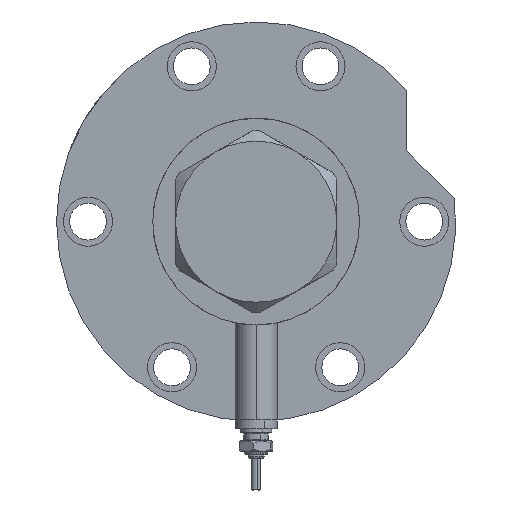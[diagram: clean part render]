
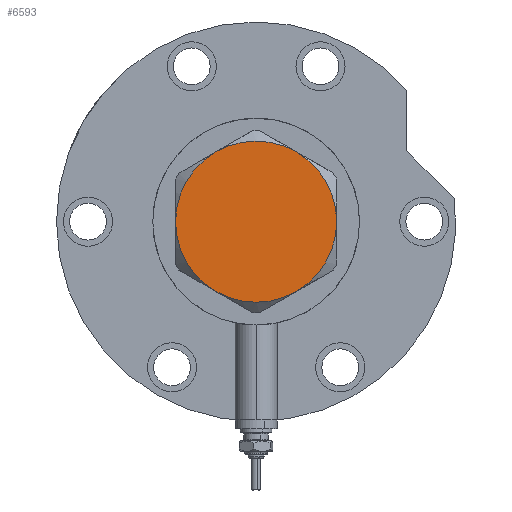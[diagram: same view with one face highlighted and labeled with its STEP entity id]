
A CAD part, left-side view. The second image highlights one B-rep face of the part: STEP entity #6593.
In plain terms, the highlighted face is planar.
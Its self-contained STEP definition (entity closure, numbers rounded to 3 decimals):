
#37 = EDGE_CURVE ( 'NONE', #1979, #708, #6041, .T. ) ;
#102 = CARTESIAN_POINT ( 'NONE',  ( -11.5, 19.919, 13. ) ) ;
#246 = DIRECTION ( 'NONE',  ( 1., 0., 0. ) ) ;
#250 = CARTESIAN_POINT ( 'NONE',  ( 0., 0., 13. ) ) ;
#254 = CARTESIAN_POINT ( 'NONE',  ( -23., 0., 13. ) ) ;
#708 = VERTEX_POINT ( 'NONE', #4160 ) ;
#723 = DIRECTION ( 'NONE',  ( 1., 0., 0. ) ) ;
#766 = DIRECTION ( 'NONE',  ( 0., 0., 1. ) ) ;
#904 = ORIENTED_EDGE ( 'NONE', *, *, #6755, .T. ) ;
#931 = DIRECTION ( 'NONE',  ( 0., 0., 1. ) ) ;
#996 = CIRCLE ( 'NONE', #1374, 23. ) ;
#1148 = DIRECTION ( 'NONE',  ( 1., 0., 0. ) ) ;
#1163 = VERTEX_POINT ( 'NONE', #5384 ) ;
#1219 = DIRECTION ( 'NONE',  ( 0., 0., 1. ) ) ;
#1368 = DIRECTION ( 'NONE',  ( 1., 0., 0. ) ) ;
#1374 = AXIS2_PLACEMENT_3D ( 'NONE', #7264, #4846, #1368 ) ;
#1979 = VERTEX_POINT ( 'NONE', #254 ) ;
#2046 = VERTEX_POINT ( 'NONE', #5361 ) ;
#2124 = AXIS2_PLACEMENT_3D ( 'NONE', #250, #7267, #5513 ) ;
#2292 = DIRECTION ( 'NONE',  ( 1., 0., 0. ) ) ;
#2330 = CARTESIAN_POINT ( 'NONE',  ( 0., 0., 13. ) ) ;
#2460 = AXIS2_PLACEMENT_3D ( 'NONE', #6117, #4240, #246 ) ;
#2658 = DIRECTION ( 'NONE',  ( 1., 0., 0. ) ) ;
#2770 = ORIENTED_EDGE ( 'NONE', *, *, #37, .T. ) ;
#2951 = AXIS2_PLACEMENT_3D ( 'NONE', #2330, #1219, #1148 ) ;
#2998 = ORIENTED_EDGE ( 'NONE', *, *, #5858, .T. ) ;
#3401 = VERTEX_POINT ( 'NONE', #5131 ) ;
#3422 = ORIENTED_EDGE ( 'NONE', *, *, #3994, .T. ) ;
#3451 = DIRECTION ( 'NONE',  ( 0., 0., 1. ) ) ;
#3518 = VERTEX_POINT ( 'NONE', #102 ) ;
#3570 = EDGE_CURVE ( 'NONE', #3518, #1979, #6985, .T. ) ;
#3594 = EDGE_LOOP ( 'NONE', ( #6492, #904, #2998, #4619, #2770, #3422 ) ) ;
#3948 = CARTESIAN_POINT ( 'NONE',  ( 0., 0., 13. ) ) ;
#3994 = EDGE_CURVE ( 'NONE', #708, #3401, #996, .T. ) ;
#4066 = EDGE_CURVE ( 'NONE', #3401, #2046, #4428, .T. ) ;
#4132 = CARTESIAN_POINT ( 'NONE',  ( 0., 0., 13. ) ) ;
#4160 = CARTESIAN_POINT ( 'NONE',  ( -11.5, -19.919, 13. ) ) ;
#4240 = DIRECTION ( 'NONE',  ( 0., 0., 1. ) ) ;
#4428 = CIRCLE ( 'NONE', #2460, 23. ) ;
#4557 = CIRCLE ( 'NONE', #5044, 23. ) ;
#4619 = ORIENTED_EDGE ( 'NONE', *, *, #3570, .T. ) ;
#4846 = DIRECTION ( 'NONE',  ( 0., 0., 1. ) ) ;
#5044 = AXIS2_PLACEMENT_3D ( 'NONE', #7328, #931, #2658 ) ;
#5131 = CARTESIAN_POINT ( 'NONE',  ( 11.5, -19.919, 13. ) ) ;
#5291 = FACE_OUTER_BOUND ( 'NONE', #3594, .T. ) ;
#5361 = CARTESIAN_POINT ( 'NONE',  ( 23., 0., 13. ) ) ;
#5384 = CARTESIAN_POINT ( 'NONE',  ( 11.5, 19.919, 13. ) ) ;
#5513 = DIRECTION ( 'NONE',  ( 1., 0., 0. ) ) ;
#5677 = AXIS2_PLACEMENT_3D ( 'NONE', #3948, #3451, #2292 ) ;
#5858 = EDGE_CURVE ( 'NONE', #1163, #3518, #4557, .T. ) ;
#6041 = CIRCLE ( 'NONE', #2124, 23. ) ;
#6117 = CARTESIAN_POINT ( 'NONE',  ( 0., 0., 13. ) ) ;
#6396 = AXIS2_PLACEMENT_3D ( 'NONE', #4132, #766, #723 ) ;
#6492 = ORIENTED_EDGE ( 'NONE', *, *, #4066, .T. ) ;
#6593 = ADVANCED_FACE ( 'NONE', ( #5291 ), #6630, .T. ) ;
#6630 = PLANE ( 'NONE',  #6396 ) ;
#6755 = EDGE_CURVE ( 'NONE', #2046, #1163, #7257, .T. ) ;
#6985 = CIRCLE ( 'NONE', #2951, 23. ) ;
#7257 = CIRCLE ( 'NONE', #5677, 23. ) ;
#7264 = CARTESIAN_POINT ( 'NONE',  ( 0., 0., 13. ) ) ;
#7267 = DIRECTION ( 'NONE',  ( 0., 0., 1. ) ) ;
#7328 = CARTESIAN_POINT ( 'NONE',  ( 0., 0., 13. ) ) ;
